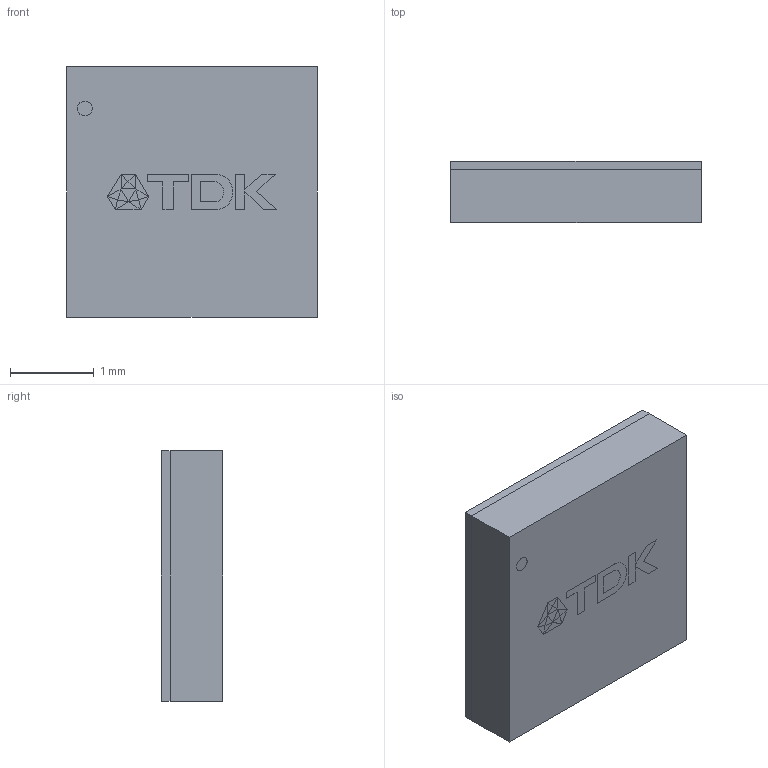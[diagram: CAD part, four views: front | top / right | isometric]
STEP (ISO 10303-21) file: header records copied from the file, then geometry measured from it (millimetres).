
FILE_DESCRIPTION (( 'STEP AP214' ), '1' );
FILE_NAME ('IAM-20680 TDK logo-2.STEP', '2022-02-22T19:30:48', ( 'ADMIN' ), ( '' ), 'SwSTEP 2.0', 'SolidWorks 2016', '' );
FILE_SCHEMA (( 'AUTOMOTIVE_DESIGN' ));
Length unit declared in the file: millimetre
Products named in the file (2): IAM-20680; IAM-20680 TDK logo-2
Assembly tree (1 placements, depth 2):
  IAM-20680 TDK logo-2
    IAM-20680
Bounding box: 3 x 0.73 x 3 mm (x, y, z)
Volume: 6.6 mm3; surface area: 50.7 mm2
Topology: 18 solids, 18 shells, 261 faces, 584 edges, 390 vertices
Faces by surface type: plane 255, cylinder 6
Entity records: 7479 total; most frequent: CARTESIAN_POINT 1239, ORIENTED_EDGE 1168, DIRECTION 1126, EDGE_CURVE 584, VECTOR 572, LINE 572, VERTEX_POINT 390, EDGE_LOOP 292
